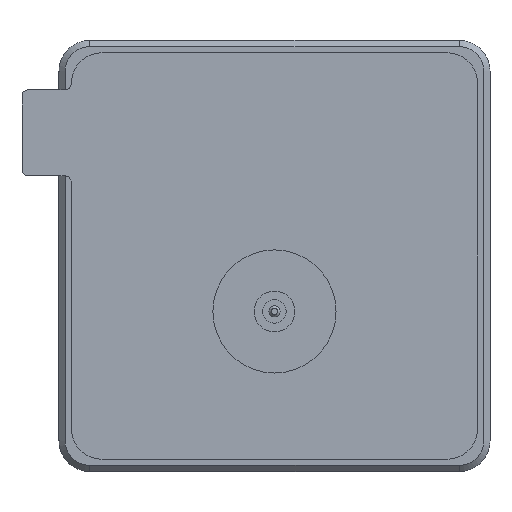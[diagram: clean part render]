
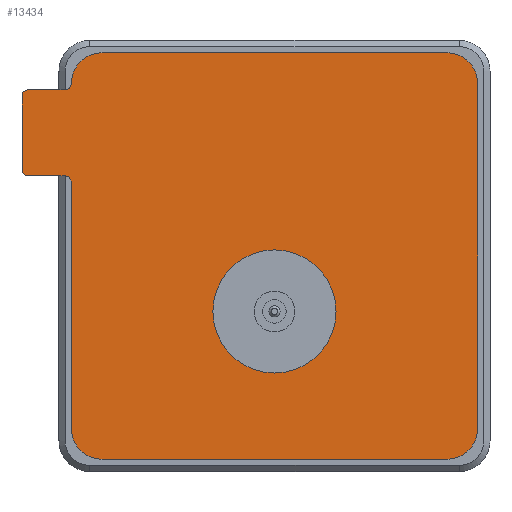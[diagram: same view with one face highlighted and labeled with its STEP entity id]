
A CAD part, front view. The second image highlights one B-rep face of the part: STEP entity #13434.
In plain terms, the highlighted face is planar.
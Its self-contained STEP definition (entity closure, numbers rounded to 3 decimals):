
#3 = VECTOR ( 'NONE', #2388, 1000. ) ;
#383 = CARTESIAN_POINT ( 'NONE',  ( -16.5, -16.5, 0.1 ) ) ;
#520 = EDGE_CURVE ( 'NONE', #8961, #15006, #11111, .T. ) ;
#544 = ORIENTED_EDGE ( 'NONE', *, *, #850, .F. ) ;
#742 = DIRECTION ( 'NONE',  ( 0., 0., 1. ) ) ;
#835 = AXIS2_PLACEMENT_3D ( 'NONE', #3728, #15104, #5356 ) ;
#850 = EDGE_CURVE ( 'NONE', #1010, #8759, #19642, .T. ) ;
#1010 = VERTEX_POINT ( 'NONE', #20457 ) ;
#1019 = CARTESIAN_POINT ( 'NONE',  ( -16.5, 14., 0.1 ) ) ;
#1152 = CARTESIAN_POINT ( 'NONE',  ( -14., 14., 0.1 ) ) ;
#1257 = EDGE_LOOP ( 'NONE', ( #2892, #19865, #3310, #8357, #14509, #11382, #19229, #18085, #8100, #7030, #16682, #9502, #1365, #9560, #13314 ) ) ;
#1365 = ORIENTED_EDGE ( 'NONE', *, *, #18419, .T. ) ;
#1537 = DIRECTION ( 'NONE',  ( 0., 1., 0. ) ) ;
#1689 = DIRECTION ( 'NONE',  ( 0., 0., 1. ) ) ;
#1929 = AXIS2_PLACEMENT_3D ( 'NONE', #1152, #12529, #2797 ) ;
#1979 = CARTESIAN_POINT ( 'NONE',  ( -14., -16.5, 0.1 ) ) ;
#2041 = DIRECTION ( 'NONE',  ( 1., 0., 0. ) ) ;
#2216 = CIRCLE ( 'NONE', #835, 2.5 ) ;
#2310 = AXIS2_PLACEMENT_3D ( 'NONE', #5100, #19704, #9961 ) ;
#2388 = DIRECTION ( 'NONE',  ( 0., 1., 0. ) ) ;
#2545 = CARTESIAN_POINT ( 'NONE',  ( 17., -13.5, 0.1 ) ) ;
#2797 = DIRECTION ( 'NONE',  ( -1., 0., 0. ) ) ;
#2892 = ORIENTED_EDGE ( 'NONE', *, *, #14445, .T. ) ;
#2969 = CARTESIAN_POINT ( 'NONE',  ( 0., 4.5, 0.1 ) ) ;
#3159 = CARTESIAN_POINT ( 'NONE',  ( 20., -13., 0.1 ) ) ;
#3191 = DIRECTION ( 'NONE',  ( -1., 0., 0. ) ) ;
#3310 = ORIENTED_EDGE ( 'NONE', *, *, #19974, .T. ) ;
#3325 = VERTEX_POINT ( 'NONE', #8911 ) ;
#3389 = CARTESIAN_POINT ( 'NONE',  ( 16.5, -6., 0.1 ) ) ;
#3728 = CARTESIAN_POINT ( 'NONE',  ( 14., 14., 0.1 ) ) ;
#4246 = EDGE_CURVE ( 'NONE', #3325, #15416, #8176, .T. ) ;
#4648 = CARTESIAN_POINT ( 'NONE',  ( 16.5, 14., 0.1 ) ) ;
#4719 = CARTESIAN_POINT ( 'NONE',  ( 16.5, -6.5, 0.1 ) ) ;
#4802 = DIRECTION ( 'NONE',  ( -1., 0., 0. ) ) ;
#5100 = CARTESIAN_POINT ( 'NONE',  ( 0., 0., 0.1 ) ) ;
#5356 = DIRECTION ( 'NONE',  ( -1., 0., 0. ) ) ;
#5375 = DIRECTION ( 'NONE',  ( 0., 0., -1. ) ) ;
#5439 = DIRECTION ( 'NONE',  ( 0., 0., 1. ) ) ;
#5472 = EDGE_CURVE ( 'NONE', #8341, #11930, #2216, .T. ) ;
#5558 = DIRECTION ( 'NONE',  ( 0., 0., 1. ) ) ;
#5625 = CARTESIAN_POINT ( 'NONE',  ( 20.5, -7., 0.1 ) ) ;
#5849 = CARTESIAN_POINT ( 'NONE',  ( 17., -6., 0.1 ) ) ;
#5993 = FACE_OUTER_BOUND ( 'NONE', #1257, .T. ) ;
#6208 = LINE ( 'NONE', #17893, #12805 ) ;
#6245 = CARTESIAN_POINT ( 'NONE',  ( 16.5, -14., 0.1 ) ) ;
#6273 = VECTOR ( 'NONE', #10794, 1000. ) ;
#6323 = CIRCLE ( 'NONE', #14610, 0.5 ) ;
#6498 = FACE_BOUND ( 'NONE', #7087, .T. ) ;
#6568 = LINE ( 'NONE', #4719, #15239 ) ;
#7030 = ORIENTED_EDGE ( 'NONE', *, *, #20097, .T. ) ;
#7087 = EDGE_LOOP ( 'NONE', ( #544, #13808 ) ) ;
#7486 = DIRECTION ( 'NONE',  ( -1., 0., 0. ) ) ;
#7516 = LINE ( 'NONE', #11269, #16170 ) ;
#7695 = VERTEX_POINT ( 'NONE', #1019 ) ;
#7741 = VECTOR ( 'NONE', #8765, 1000. ) ;
#7792 = CARTESIAN_POINT ( 'NONE',  ( 5., 4.5, 0.1 ) ) ;
#8100 = ORIENTED_EDGE ( 'NONE', *, *, #18384, .T. ) ;
#8109 = CARTESIAN_POINT ( 'NONE',  ( 14., -14., 0.1 ) ) ;
#8176 = CIRCLE ( 'NONE', #15552, 0.5 ) ;
#8341 = VERTEX_POINT ( 'NONE', #4648 ) ;
#8352 = PLANE ( 'NONE',  #2310 ) ;
#8357 = ORIENTED_EDGE ( 'NONE', *, *, #9457, .T. ) ;
#8579 = CIRCLE ( 'NONE', #20898, 5. ) ;
#8695 = LINE ( 'NONE', #15423, #3 ) ;
#8759 = VERTEX_POINT ( 'NONE', #7792 ) ;
#8765 = DIRECTION ( 'NONE',  ( 1., 0., 0. ) ) ;
#8911 = CARTESIAN_POINT ( 'NONE',  ( 17., -6.5, 0.1 ) ) ;
#8961 = VERTEX_POINT ( 'NONE', #17602 ) ;
#9076 = EDGE_CURVE ( 'NONE', #13221, #19556, #14862, .T. ) ;
#9457 = EDGE_CURVE ( 'NONE', #16948, #12739, #6323, .T. ) ;
#9502 = ORIENTED_EDGE ( 'NONE', *, *, #520, .T. ) ;
#9560 = ORIENTED_EDGE ( 'NONE', *, *, #12094, .T. ) ;
#9715 = DIRECTION ( 'NONE',  ( -1., 0., 0. ) ) ;
#9772 = DIRECTION ( 'NONE',  ( -1., 0., 0. ) ) ;
#9823 = EDGE_CURVE ( 'NONE', #12739, #3325, #6568, .T. ) ;
#9961 = DIRECTION ( 'NONE',  ( -1., 0., 0. ) ) ;
#10191 = VERTEX_POINT ( 'NONE', #15914 ) ;
#10457 = CIRCLE ( 'NONE', #1929, 2.5 ) ;
#10794 = DIRECTION ( 'NONE',  ( 0., -1., 0. ) ) ;
#10862 = CARTESIAN_POINT ( 'NONE',  ( -16.5, -16.5, 0.1 ) ) ;
#11111 = CIRCLE ( 'NONE', #16390, 2.5 ) ;
#11269 = CARTESIAN_POINT ( 'NONE',  ( 16.5, 16.5, 0.1 ) ) ;
#11372 = DIRECTION ( 'NONE',  ( -1., 0., 0. ) ) ;
#11382 = ORIENTED_EDGE ( 'NONE', *, *, #4246, .T. ) ;
#11837 = EDGE_CURVE ( 'NONE', #8759, #1010, #8579, .T. ) ;
#11930 = VERTEX_POINT ( 'NONE', #17362 ) ;
#12094 = EDGE_CURVE ( 'NONE', #12255, #13221, #18991, .T. ) ;
#12255 = VERTEX_POINT ( 'NONE', #18563 ) ;
#12297 = VECTOR ( 'NONE', #2041, 1000. ) ;
#12307 = AXIS2_PLACEMENT_3D ( 'NONE', #2969, #1689, #19300 ) ;
#12429 = EDGE_CURVE ( 'NONE', #7695, #8961, #14425, .T. ) ;
#12529 = DIRECTION ( 'NONE',  ( 0., 0., 1. ) ) ;
#12739 = VERTEX_POINT ( 'NONE', #14024 ) ;
#12805 = VECTOR ( 'NONE', #9772, 1000. ) ;
#12906 = AXIS2_PLACEMENT_3D ( 'NONE', #8109, #19466, #9715 ) ;
#13211 = AXIS2_PLACEMENT_3D ( 'NONE', #15128, #5375, #16745 ) ;
#13221 = VERTEX_POINT ( 'NONE', #6245 ) ;
#13305 = EDGE_CURVE ( 'NONE', #15416, #8341, #7516, .T. ) ;
#13314 = ORIENTED_EDGE ( 'NONE', *, *, #9076, .T. ) ;
#13434 = ADVANCED_FACE ( 'NONE', ( #5993, #6498 ), #8352, .F. ) ;
#13605 = CARTESIAN_POINT ( 'NONE',  ( 16.5, -13.5, 0.1 ) ) ;
#13808 = ORIENTED_EDGE ( 'NONE', *, *, #11837, .F. ) ;
#14024 = CARTESIAN_POINT ( 'NONE',  ( 20., -6.5, 0.1 ) ) ;
#14425 = LINE ( 'NONE', #10862, #6273 ) ;
#14445 = EDGE_CURVE ( 'NONE', #19556, #14808, #16917, .T. ) ;
#14509 = ORIENTED_EDGE ( 'NONE', *, *, #9823, .T. ) ;
#14542 = DIRECTION ( 'NONE',  ( 0., 0., 1. ) ) ;
#14610 = AXIS2_PLACEMENT_3D ( 'NONE', #15313, #5558, #16936 ) ;
#14808 = VERTEX_POINT ( 'NONE', #21003 ) ;
#14862 = CIRCLE ( 'NONE', #13211, 0.5 ) ;
#15006 = VERTEX_POINT ( 'NONE', #1979 ) ;
#15104 = DIRECTION ( 'NONE',  ( 0., 0., 1. ) ) ;
#15128 = CARTESIAN_POINT ( 'NONE',  ( 17., -14., 0.1 ) ) ;
#15192 = CARTESIAN_POINT ( 'NONE',  ( 0., 4.5, 0.1 ) ) ;
#15239 = VECTOR ( 'NONE', #3191, 1000. ) ;
#15313 = CARTESIAN_POINT ( 'NONE',  ( 20., -7., 0.1 ) ) ;
#15333 = VERTEX_POINT ( 'NONE', #17818 ) ;
#15416 = VERTEX_POINT ( 'NONE', #3389 ) ;
#15423 = CARTESIAN_POINT ( 'NONE',  ( 20.5, -6.5, 0.1 ) ) ;
#15552 = AXIS2_PLACEMENT_3D ( 'NONE', #5849, #17223, #7486 ) ;
#15777 = EDGE_CURVE ( 'NONE', #14808, #15333, #16362, .T. ) ;
#15914 = CARTESIAN_POINT ( 'NONE',  ( -14., 16.5, 0.1 ) ) ;
#16170 = VECTOR ( 'NONE', #1537, 1000. ) ;
#16362 = CIRCLE ( 'NONE', #17207, 0.5 ) ;
#16390 = AXIS2_PLACEMENT_3D ( 'NONE', #18446, #742, #11372 ) ;
#16629 = LINE ( 'NONE', #383, #12297 ) ;
#16682 = ORIENTED_EDGE ( 'NONE', *, *, #12429, .T. ) ;
#16745 = DIRECTION ( 'NONE',  ( -1., 0., 0. ) ) ;
#16803 = DIRECTION ( 'NONE',  ( 1., 0., 0. ) ) ;
#16917 = LINE ( 'NONE', #13605, #7741 ) ;
#16936 = DIRECTION ( 'NONE',  ( -1., 0., 0. ) ) ;
#16948 = VERTEX_POINT ( 'NONE', #5625 ) ;
#17207 = AXIS2_PLACEMENT_3D ( 'NONE', #3159, #14542, #4802 ) ;
#17223 = DIRECTION ( 'NONE',  ( 0., 0., -1. ) ) ;
#17362 = CARTESIAN_POINT ( 'NONE',  ( 14., 16.5, 0.1 ) ) ;
#17602 = CARTESIAN_POINT ( 'NONE',  ( -16.5, -14., 0.1 ) ) ;
#17818 = CARTESIAN_POINT ( 'NONE',  ( 20.5, -13., 0.1 ) ) ;
#17893 = CARTESIAN_POINT ( 'NONE',  ( -16.5, 16.5, 0.1 ) ) ;
#18085 = ORIENTED_EDGE ( 'NONE', *, *, #5472, .T. ) ;
#18384 = EDGE_CURVE ( 'NONE', #11930, #10191, #6208, .T. ) ;
#18419 = EDGE_CURVE ( 'NONE', #15006, #12255, #16629, .T. ) ;
#18446 = CARTESIAN_POINT ( 'NONE',  ( -14., -14., 0.1 ) ) ;
#18563 = CARTESIAN_POINT ( 'NONE',  ( 14., -16.5, 0.1 ) ) ;
#18991 = CIRCLE ( 'NONE', #12906, 2.5 ) ;
#19229 = ORIENTED_EDGE ( 'NONE', *, *, #13305, .T. ) ;
#19300 = DIRECTION ( 'NONE',  ( 1., 0., 0. ) ) ;
#19466 = DIRECTION ( 'NONE',  ( 0., 0., 1. ) ) ;
#19556 = VERTEX_POINT ( 'NONE', #2545 ) ;
#19642 = CIRCLE ( 'NONE', #12307, 5. ) ;
#19704 = DIRECTION ( 'NONE',  ( 0., 0., -1. ) ) ;
#19865 = ORIENTED_EDGE ( 'NONE', *, *, #15777, .T. ) ;
#19974 = EDGE_CURVE ( 'NONE', #15333, #16948, #8695, .T. ) ;
#20097 = EDGE_CURVE ( 'NONE', #10191, #7695, #10457, .T. ) ;
#20457 = CARTESIAN_POINT ( 'NONE',  ( -5., 4.5, 0.1 ) ) ;
#20898 = AXIS2_PLACEMENT_3D ( 'NONE', #15192, #5439, #16803 ) ;
#21003 = CARTESIAN_POINT ( 'NONE',  ( 20., -13.5, 0.1 ) ) ;
